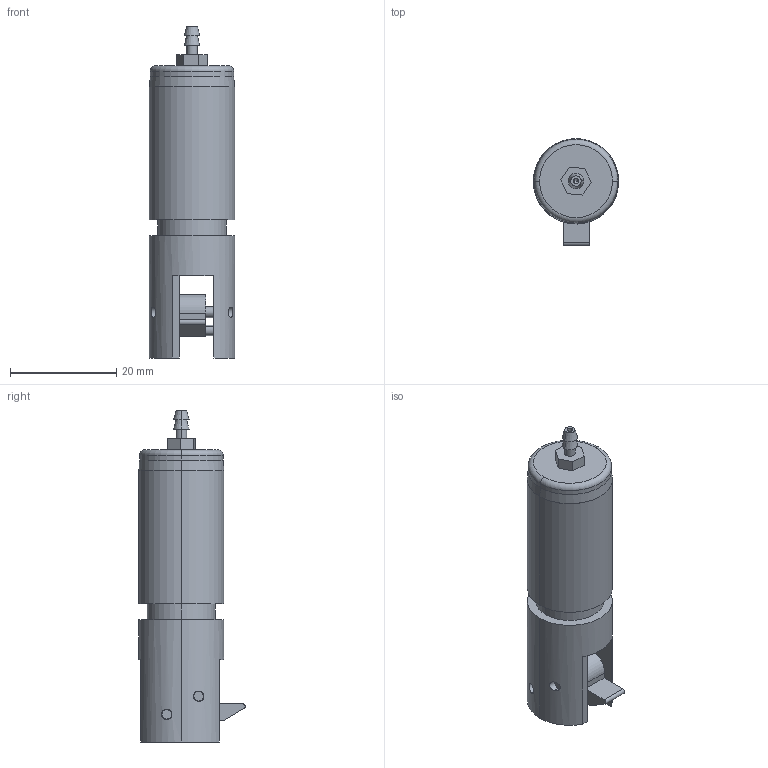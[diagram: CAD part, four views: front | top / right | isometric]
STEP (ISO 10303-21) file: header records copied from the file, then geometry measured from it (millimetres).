
FILE_DESCRIPTION (( 'STEP AP214' ), '1' );
FILE_NAME ('CO12-5GB-P.STEP', '2026-01-05T06:34:19', ( '' ), ( '' ), 'SwSTEP 2.0', 'SolidWorks 2024', '' );
FILE_SCHEMA (( 'AUTOMOTIVE_DESIGN' ));
Length unit declared in the file: millimetre
Products named in the file (5): 客户实体; CO12-5GB-P; ZZX2125 爪子销; 爪子5mm; TJTM3 接头
Assembly tree (5 placements, depth 2):
  CO12-5GB-P
    客户实体
    ZZX2125 爪子销  x2
    爪子5mm
    TJTM3 接头
Bounding box: 16 x 20 x 62.4 mm (x, y, z)
Volume: 9510.2 mm3; surface area: 4493 mm2
Topology: 5 solids, 5 shells, 128 faces, 308 edges, 196 vertices
Faces by surface type: cylinder 59, plane 44, cone 20, bspline 3, torus 2
Entity records: 4525 total; most frequent: CARTESIAN_POINT 1550, DIRECTION 605, ORIENTED_EDGE 576, EDGE_CURVE 288, AXIS2_PLACEMENT_3D 233, VERTEX_POINT 188, EDGE_LOOP 142, VECTOR 139
